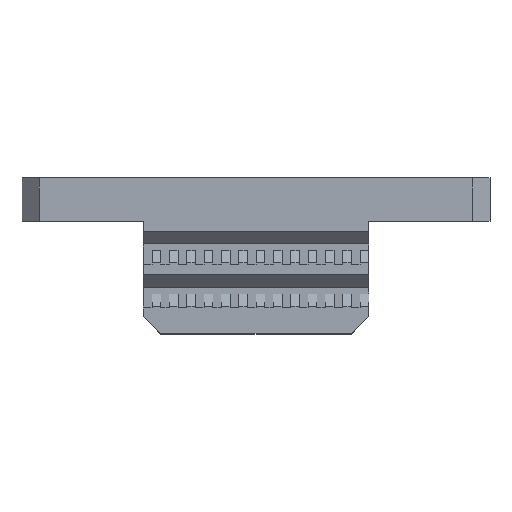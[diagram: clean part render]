
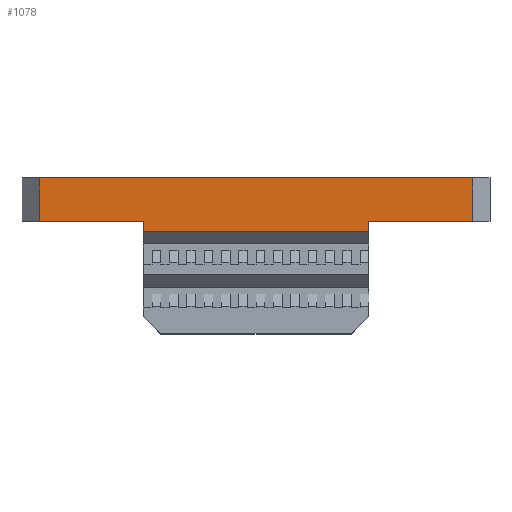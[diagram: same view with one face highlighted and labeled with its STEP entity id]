
A CAD part, top view. The second image highlights one B-rep face of the part: STEP entity #1078.
In plain terms, the highlighted planar face has unit normal (0, 0, 1).
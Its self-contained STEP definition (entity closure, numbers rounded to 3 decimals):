
#44 = PLANE('',#45);
#45 = AXIS2_PLACEMENT_3D('',#46,#47,#48);
#46 = CARTESIAN_POINT('',(27.,0.,0.));
#47 = DIRECTION('',(0.,-1.,0.));
#48 = DIRECTION('',(-1.,0.,0.));
#72 = PLANE('',#73);
#73 = AXIS2_PLACEMENT_3D('',#74,#75,#76);
#74 = CARTESIAN_POINT('',(-26.,0.,9.));
#75 = DIRECTION('',(0.707,0.,-0.707));
#76 = DIRECTION('',(0.,1.,0.));
#100 = PLANE('',#101);
#101 = AXIS2_PLACEMENT_3D('',#102,#103,#104);
#102 = CARTESIAN_POINT('',(-27.,-5.,0.));
#103 = DIRECTION('',(0.,1.,0.));
#104 = DIRECTION('',(1.,0.,0.));
#172 = VERTEX_POINT('',#173);
#173 = CARTESIAN_POINT('',(25.,0.,10.));
#187 = PLANE('',#188);
#188 = AXIS2_PLACEMENT_3D('',#189,#190,#191);
#189 = CARTESIAN_POINT('',(26.,-5.,9.));
#190 = DIRECTION('',(-0.707,0.,-0.707));
#191 = DIRECTION('',(0.,1.,0.));
#199 = EDGE_CURVE('',#172,#200,#202,.T.);
#200 = VERTEX_POINT('',#201);
#201 = CARTESIAN_POINT('',(-25.,0.,10.));
#202 = SURFACE_CURVE('',#203,(#207,#214),.PCURVE_S1.);
#203 = LINE('',#204,#205);
#204 = CARTESIAN_POINT('',(27.,0.,10.));
#205 = VECTOR('',#206,1.);
#206 = DIRECTION('',(-1.,0.,0.));
#207 = PCURVE('',#44,#208);
#208 = DEFINITIONAL_REPRESENTATION('',(#209),#213);
#209 = LINE('',#210,#211);
#210 = CARTESIAN_POINT('',(0.,-10.));
#211 = VECTOR('',#212,1.);
#212 = DIRECTION('',(1.,0.));
#213 = ( GEOMETRIC_REPRESENTATION_CONTEXT(2) 
PARAMETRIC_REPRESENTATION_CONTEXT() REPRESENTATION_CONTEXT('2D SPACE',''
  ) );
#214 = PCURVE('',#215,#220);
#215 = PLANE('',#216);
#216 = AXIS2_PLACEMENT_3D('',#217,#218,#219);
#217 = CARTESIAN_POINT('',(0.,-6.472,10.));
#218 = DIRECTION('',(0.,0.,1.));
#219 = DIRECTION('',(1.,0.,0.));
#220 = DEFINITIONAL_REPRESENTATION('',(#221),#225);
#221 = LINE('',#222,#223);
#222 = CARTESIAN_POINT('',(27.,6.472));
#223 = VECTOR('',#224,1.);
#224 = DIRECTION('',(-1.,0.));
#225 = ( GEOMETRIC_REPRESENTATION_CONTEXT(2) 
PARAMETRIC_REPRESENTATION_CONTEXT() REPRESENTATION_CONTEXT('2D SPACE',''
  ) );
#451 = VERTEX_POINT('',#452);
#452 = CARTESIAN_POINT('',(-25.,-5.,10.));
#473 = EDGE_CURVE('',#200,#451,#474,.T.);
#474 = SURFACE_CURVE('',#475,(#479,#486),.PCURVE_S1.);
#475 = LINE('',#476,#477);
#476 = CARTESIAN_POINT('',(-25.,0.,10.));
#477 = VECTOR('',#478,1.);
#478 = DIRECTION('',(0.,-1.,0.));
#479 = PCURVE('',#72,#480);
#480 = DEFINITIONAL_REPRESENTATION('',(#481),#485);
#481 = LINE('',#482,#483);
#482 = CARTESIAN_POINT('',(-0.,1.414));
#483 = VECTOR('',#484,1.);
#484 = DIRECTION('',(-1.,0.));
#485 = ( GEOMETRIC_REPRESENTATION_CONTEXT(2) 
PARAMETRIC_REPRESENTATION_CONTEXT() REPRESENTATION_CONTEXT('2D SPACE',''
  ) );
#486 = PCURVE('',#215,#487);
#487 = DEFINITIONAL_REPRESENTATION('',(#488),#492);
#488 = LINE('',#489,#490);
#489 = CARTESIAN_POINT('',(-25.,6.472));
#490 = VECTOR('',#491,1.);
#491 = DIRECTION('',(0.,-1.));
#492 = ( GEOMETRIC_REPRESENTATION_CONTEXT(2) 
PARAMETRIC_REPRESENTATION_CONTEXT() REPRESENTATION_CONTEXT('2D SPACE',''
  ) );
#499 = EDGE_CURVE('',#451,#500,#502,.T.);
#500 = VERTEX_POINT('',#501);
#501 = CARTESIAN_POINT('',(-13.,-5.,10.));
#502 = SURFACE_CURVE('',#503,(#507,#514),.PCURVE_S1.);
#503 = LINE('',#504,#505);
#504 = CARTESIAN_POINT('',(-27.,-5.,10.));
#505 = VECTOR('',#506,1.);
#506 = DIRECTION('',(1.,0.,0.));
#507 = PCURVE('',#100,#508);
#508 = DEFINITIONAL_REPRESENTATION('',(#509),#513);
#509 = LINE('',#510,#511);
#510 = CARTESIAN_POINT('',(0.,-10.));
#511 = VECTOR('',#512,1.);
#512 = DIRECTION('',(1.,0.));
#513 = ( GEOMETRIC_REPRESENTATION_CONTEXT(2) 
PARAMETRIC_REPRESENTATION_CONTEXT() REPRESENTATION_CONTEXT('2D SPACE',''
  ) );
#514 = PCURVE('',#215,#515);
#515 = DEFINITIONAL_REPRESENTATION('',(#516),#520);
#516 = LINE('',#517,#518);
#517 = CARTESIAN_POINT('',(-27.,1.472));
#518 = VECTOR('',#519,1.);
#519 = DIRECTION('',(1.,0.));
#520 = ( GEOMETRIC_REPRESENTATION_CONTEXT(2) 
PARAMETRIC_REPRESENTATION_CONTEXT() REPRESENTATION_CONTEXT('2D SPACE',''
  ) );
#538 = PLANE('',#539);
#539 = AXIS2_PLACEMENT_3D('',#540,#541,#542);
#540 = CARTESIAN_POINT('',(-13.,-5.,0.));
#541 = DIRECTION('',(1.,0.,0.));
#542 = DIRECTION('',(0.,-1.,0.));
#763 = PLANE('',#764);
#764 = AXIS2_PLACEMENT_3D('',#765,#766,#767);
#765 = CARTESIAN_POINT('',(13.,-5.,0.));
#766 = DIRECTION('',(0.,1.,0.));
#767 = DIRECTION('',(1.,0.,0.));
#871 = VERTEX_POINT('',#872);
#872 = CARTESIAN_POINT('',(25.,-5.,10.));
#893 = EDGE_CURVE('',#871,#172,#894,.T.);
#894 = SURFACE_CURVE('',#895,(#899,#906),.PCURVE_S1.);
#895 = LINE('',#896,#897);
#896 = CARTESIAN_POINT('',(25.,-5.,10.));
#897 = VECTOR('',#898,1.);
#898 = DIRECTION('',(0.,1.,0.));
#899 = PCURVE('',#187,#900);
#900 = DEFINITIONAL_REPRESENTATION('',(#901),#905);
#901 = LINE('',#902,#903);
#902 = CARTESIAN_POINT('',(0.,-1.414));
#903 = VECTOR('',#904,1.);
#904 = DIRECTION('',(1.,0.));
#905 = ( GEOMETRIC_REPRESENTATION_CONTEXT(2) 
PARAMETRIC_REPRESENTATION_CONTEXT() REPRESENTATION_CONTEXT('2D SPACE',''
  ) );
#906 = PCURVE('',#215,#907);
#907 = DEFINITIONAL_REPRESENTATION('',(#908),#912);
#908 = LINE('',#909,#910);
#909 = CARTESIAN_POINT('',(25.,1.472));
#910 = VECTOR('',#911,1.);
#911 = DIRECTION('',(0.,1.));
#912 = ( GEOMETRIC_REPRESENTATION_CONTEXT(2) 
PARAMETRIC_REPRESENTATION_CONTEXT() REPRESENTATION_CONTEXT('2D SPACE',''
  ) );
#1043 = PLANE('',#1044);
#1044 = AXIS2_PLACEMENT_3D('',#1045,#1046,#1047);
#1045 = CARTESIAN_POINT('',(13.,-18.,0.));
#1046 = DIRECTION('',(-1.,0.,0.));
#1047 = DIRECTION('',(0.,1.,0.));
#1078 = ADVANCED_FACE('',(#1079),#215,.T.);
#1079 = FACE_BOUND('',#1080,.T.);
#1080 = EDGE_LOOP('',(#1081,#1082,#1083,#1084,#1107,#1135,#1158,#1179));
#1081 = ORIENTED_EDGE('',*,*,#199,.T.);
#1082 = ORIENTED_EDGE('',*,*,#473,.T.);
#1083 = ORIENTED_EDGE('',*,*,#499,.T.);
#1084 = ORIENTED_EDGE('',*,*,#1085,.T.);
#1085 = EDGE_CURVE('',#500,#1086,#1088,.T.);
#1086 = VERTEX_POINT('',#1087);
#1087 = CARTESIAN_POINT('',(-13.,-6.2,10.));
#1088 = SURFACE_CURVE('',#1089,(#1093,#1100),.PCURVE_S1.);
#1089 = LINE('',#1090,#1091);
#1090 = CARTESIAN_POINT('',(-13.,-5.,10.));
#1091 = VECTOR('',#1092,1.);
#1092 = DIRECTION('',(0.,-1.,0.));
#1093 = PCURVE('',#215,#1094);
#1094 = DEFINITIONAL_REPRESENTATION('',(#1095),#1099);
#1095 = LINE('',#1096,#1097);
#1096 = CARTESIAN_POINT('',(-13.,1.472));
#1097 = VECTOR('',#1098,1.);
#1098 = DIRECTION('',(0.,-1.));
#1099 = ( GEOMETRIC_REPRESENTATION_CONTEXT(2) 
PARAMETRIC_REPRESENTATION_CONTEXT() REPRESENTATION_CONTEXT('2D SPACE',''
  ) );
#1100 = PCURVE('',#538,#1101);
#1101 = DEFINITIONAL_REPRESENTATION('',(#1102),#1106);
#1102 = LINE('',#1103,#1104);
#1103 = CARTESIAN_POINT('',(0.,-10.));
#1104 = VECTOR('',#1105,1.);
#1105 = DIRECTION('',(1.,0.));
#1106 = ( GEOMETRIC_REPRESENTATION_CONTEXT(2) 
PARAMETRIC_REPRESENTATION_CONTEXT() REPRESENTATION_CONTEXT('2D SPACE',''
  ) );
#1107 = ORIENTED_EDGE('',*,*,#1108,.F.);
#1108 = EDGE_CURVE('',#1109,#1086,#1111,.T.);
#1109 = VERTEX_POINT('',#1110);
#1110 = CARTESIAN_POINT('',(13.,-6.2,10.));
#1111 = SURFACE_CURVE('',#1112,(#1116,#1123),.PCURVE_S1.);
#1112 = LINE('',#1113,#1114);
#1113 = CARTESIAN_POINT('',(13.,-6.2,10.));
#1114 = VECTOR('',#1115,1.);
#1115 = DIRECTION('',(-1.,0.,0.));
#1116 = PCURVE('',#215,#1117);
#1117 = DEFINITIONAL_REPRESENTATION('',(#1118),#1122);
#1118 = LINE('',#1119,#1120);
#1119 = CARTESIAN_POINT('',(13.,0.272));
#1120 = VECTOR('',#1121,1.);
#1121 = DIRECTION('',(-1.,0.));
#1122 = ( GEOMETRIC_REPRESENTATION_CONTEXT(2) 
PARAMETRIC_REPRESENTATION_CONTEXT() REPRESENTATION_CONTEXT('2D SPACE',''
  ) );
#1123 = PCURVE('',#1124,#1129);
#1124 = PLANE('',#1125);
#1125 = AXIS2_PLACEMENT_3D('',#1126,#1127,#1128);
#1126 = CARTESIAN_POINT('',(13.,-6.9,9.3));
#1127 = DIRECTION('',(0.,0.707,-0.707)
  );
#1128 = DIRECTION('',(1.,0.,0.));
#1129 = DEFINITIONAL_REPRESENTATION('',(#1130),#1134);
#1130 = LINE('',#1131,#1132);
#1131 = CARTESIAN_POINT('',(-0.,-0.99));
#1132 = VECTOR('',#1133,1.);
#1133 = DIRECTION('',(-1.,0.));
#1134 = ( GEOMETRIC_REPRESENTATION_CONTEXT(2) 
PARAMETRIC_REPRESENTATION_CONTEXT() REPRESENTATION_CONTEXT('2D SPACE',''
  ) );
#1135 = ORIENTED_EDGE('',*,*,#1136,.T.);
#1136 = EDGE_CURVE('',#1109,#1137,#1139,.T.);
#1137 = VERTEX_POINT('',#1138);
#1138 = CARTESIAN_POINT('',(13.,-5.,10.));
#1139 = SURFACE_CURVE('',#1140,(#1144,#1151),.PCURVE_S1.);
#1140 = LINE('',#1141,#1142);
#1141 = CARTESIAN_POINT('',(13.,-18.,10.));
#1142 = VECTOR('',#1143,1.);
#1143 = DIRECTION('',(0.,1.,0.));
#1144 = PCURVE('',#215,#1145);
#1145 = DEFINITIONAL_REPRESENTATION('',(#1146),#1150);
#1146 = LINE('',#1147,#1148);
#1147 = CARTESIAN_POINT('',(13.,-11.528));
#1148 = VECTOR('',#1149,1.);
#1149 = DIRECTION('',(0.,1.));
#1150 = ( GEOMETRIC_REPRESENTATION_CONTEXT(2) 
PARAMETRIC_REPRESENTATION_CONTEXT() REPRESENTATION_CONTEXT('2D SPACE',''
  ) );
#1151 = PCURVE('',#1043,#1152);
#1152 = DEFINITIONAL_REPRESENTATION('',(#1153),#1157);
#1153 = LINE('',#1154,#1155);
#1154 = CARTESIAN_POINT('',(0.,-10.));
#1155 = VECTOR('',#1156,1.);
#1156 = DIRECTION('',(1.,0.));
#1157 = ( GEOMETRIC_REPRESENTATION_CONTEXT(2) 
PARAMETRIC_REPRESENTATION_CONTEXT() REPRESENTATION_CONTEXT('2D SPACE',''
  ) );
#1158 = ORIENTED_EDGE('',*,*,#1159,.T.);
#1159 = EDGE_CURVE('',#1137,#871,#1160,.T.);
#1160 = SURFACE_CURVE('',#1161,(#1165,#1172),.PCURVE_S1.);
#1161 = LINE('',#1162,#1163);
#1162 = CARTESIAN_POINT('',(13.,-5.,10.));
#1163 = VECTOR('',#1164,1.);
#1164 = DIRECTION('',(1.,0.,0.));
#1165 = PCURVE('',#215,#1166);
#1166 = DEFINITIONAL_REPRESENTATION('',(#1167),#1171);
#1167 = LINE('',#1168,#1169);
#1168 = CARTESIAN_POINT('',(13.,1.472));
#1169 = VECTOR('',#1170,1.);
#1170 = DIRECTION('',(1.,0.));
#1171 = ( GEOMETRIC_REPRESENTATION_CONTEXT(2) 
PARAMETRIC_REPRESENTATION_CONTEXT() REPRESENTATION_CONTEXT('2D SPACE',''
  ) );
#1172 = PCURVE('',#763,#1173);
#1173 = DEFINITIONAL_REPRESENTATION('',(#1174),#1178);
#1174 = LINE('',#1175,#1176);
#1175 = CARTESIAN_POINT('',(0.,-10.));
#1176 = VECTOR('',#1177,1.);
#1177 = DIRECTION('',(1.,0.));
#1178 = ( GEOMETRIC_REPRESENTATION_CONTEXT(2) 
PARAMETRIC_REPRESENTATION_CONTEXT() REPRESENTATION_CONTEXT('2D SPACE',''
  ) );
#1179 = ORIENTED_EDGE('',*,*,#893,.T.);
